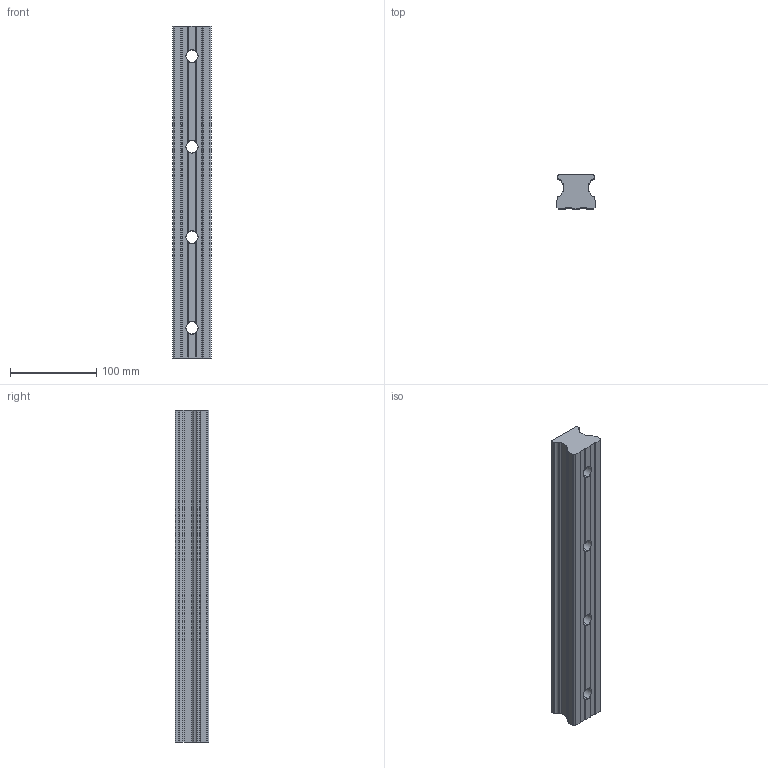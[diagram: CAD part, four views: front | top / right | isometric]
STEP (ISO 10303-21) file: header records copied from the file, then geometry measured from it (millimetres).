
FILE_DESCRIPTION (( 'STEP AP214' ), '1' );
FILE_NAME ('ARC45-rail.STEP', '2012-04-02T03:58:04', ( '' ), ( '' ), 'SwSTEP 2.0', 'SolidWorks 2010', '' );
FILE_SCHEMA (( 'AUTOMOTIVE_DESIGN' ));
Length unit declared in the file: millimetre
Products named in the file (1): ARC45-rail
Bounding box: 45 x 39 x 385 mm (x, y, z)
Volume: 525142.7 mm3; surface area: 77488.1 mm2
Topology: 1 solids, 1 shells, 130 faces, 372 edges, 244 vertices
Faces by surface type: cylinder 66, plane 44, cone 20
Entity records: 4422 total; most frequent: CARTESIAN_POINT 987, ORIENTED_EDGE 744, DIRECTION 706, EDGE_CURVE 372, AXIS2_PLACEMENT_3D 267, VERTEX_POINT 244, LINE 172, VECTOR 172
